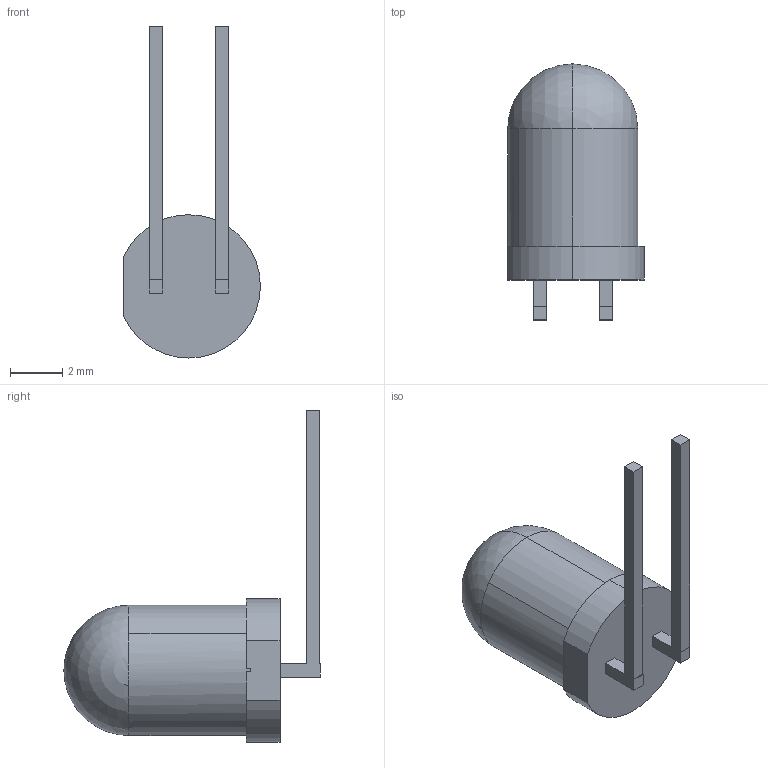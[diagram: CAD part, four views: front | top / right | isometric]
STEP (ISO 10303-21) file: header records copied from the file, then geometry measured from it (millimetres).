
FILE_DESCRIPTION (( 'STEP AP214' ), '1' );
FILE_NAME ('SFH4545.STEP', '2024-08-31T05:55:01', ( '' ), ( '' ), 'SwSTEP 2.0', 'SolidWorks 2020', '' );
FILE_SCHEMA (( 'AUTOMOTIVE_DESIGN' ));
Length unit declared in the file: millimetre
Products named in the file (1): SFH4545
Bounding box: 5.25 x 9.84 x 12.74 mm (x, y, z)
Volume: 157.1 mm3; surface area: 205.6 mm2
Topology: 3 solids, 3 shells, 34 faces, 83 edges, 55 vertices
Faces by surface type: plane 25, cylinder 7, sphere 2
Entity records: 1050 total; most frequent: CARTESIAN_POINT 179, DIRECTION 170, ORIENTED_EDGE 166, EDGE_CURVE 83, VECTOR 62, LINE 62, VERTEX_POINT 55, AXIS2_PLACEMENT_3D 54
